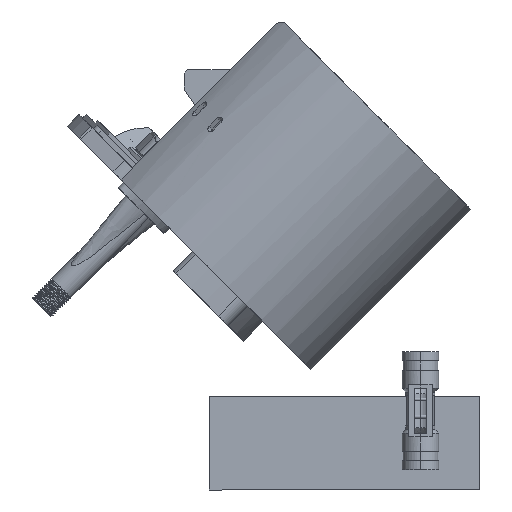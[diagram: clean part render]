
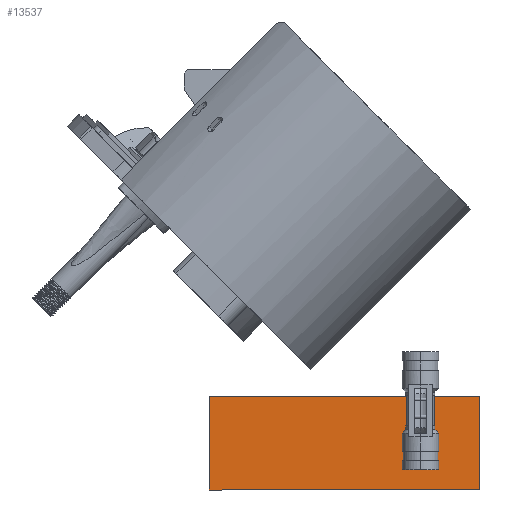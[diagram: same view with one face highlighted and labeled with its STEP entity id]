
A CAD part, front view. The second image highlights one B-rep face of the part: STEP entity #13537.
In plain terms, the highlighted planar face has unit normal (0, -1, 0).
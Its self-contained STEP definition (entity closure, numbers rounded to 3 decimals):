
#902=PLANE('',#14792);
#1496=FACE_OUTER_BOUND('',#2319,.T.);
#2319=EDGE_LOOP('',(#10883,#10884,#10885,#10886,#10887));
#3025=LINE('',#24997,#4168);
#3039=LINE('',#25025,#4182);
#3049=LINE('',#25045,#4192);
#3137=LINE('',#25225,#4280);
#3139=LINE('',#25228,#4282);
#4168=VECTOR('',#17058,10.);
#4182=VECTOR('',#17078,10.);
#4192=VECTOR('',#17092,10.);
#4280=VECTOR('',#17254,10.);
#4282=VECTOR('',#17258,10.);
#6057=VERTEX_POINT('',#24995);
#6058=VERTEX_POINT('',#24996);
#6069=VERTEX_POINT('',#25023);
#6077=VERTEX_POINT('',#25044);
#6132=VERTEX_POINT('',#25224);
#7711=EDGE_CURVE('',#6057,#6058,#3025,.T.);
#7725=EDGE_CURVE('',#6069,#6058,#3039,.T.);
#7735=EDGE_CURVE('',#6057,#6077,#3049,.T.);
#7825=EDGE_CURVE('',#6132,#6077,#3137,.T.);
#7827=EDGE_CURVE('',#6069,#6132,#3139,.T.);
#10883=ORIENTED_EDGE('',*,*,#7711,.T.);
#10884=ORIENTED_EDGE('',*,*,#7725,.F.);
#10885=ORIENTED_EDGE('',*,*,#7827,.T.);
#10886=ORIENTED_EDGE('',*,*,#7825,.T.);
#10887=ORIENTED_EDGE('',*,*,#7735,.F.);
#13537=ADVANCED_FACE('',(#1496),#902,.T.);
#14792=AXIS2_PLACEMENT_3D('',#25227,#17256,#17257);
#17058=DIRECTION('',(-0.707,0.,-0.707));
#17078=DIRECTION('',(-0.707,0.,0.707));
#17092=DIRECTION('',(1.,0.,-0.017));
#17254=DIRECTION('',(-0.707,0.,0.707));
#17256=DIRECTION('center_axis',(0.,-1.,0.));
#17257=DIRECTION('ref_axis',(0.,0.,-1.));
#17258=DIRECTION('',(0.707,0.,0.707));
#24995=CARTESIAN_POINT('',(99.886,-54.,-9.854));
#24996=CARTESIAN_POINT('',(-4.482,-54.,-114.222));
#24997=CARTESIAN_POINT('',(47.489,-54.,-62.251));
#25023=CARTESIAN_POINT('',(31.58,-54.,-150.285));
#25025=CARTESIAN_POINT('',(-9.462,-54.,-109.243));
#25044=CARTESIAN_POINT('',(100.463,-54.,-9.864));
#25045=CARTESIAN_POINT('',(50.931,-54.,-9.036));
#25224=CARTESIAN_POINT('',(136.232,-54.,-45.633));
#25225=CARTESIAN_POINT('',(98.286,-54.,-7.686));
#25227=CARTESIAN_POINT('Origin',(33.994,-54.,-53.));
#25228=CARTESIAN_POINT('',(87.087,-54.,-94.778));
